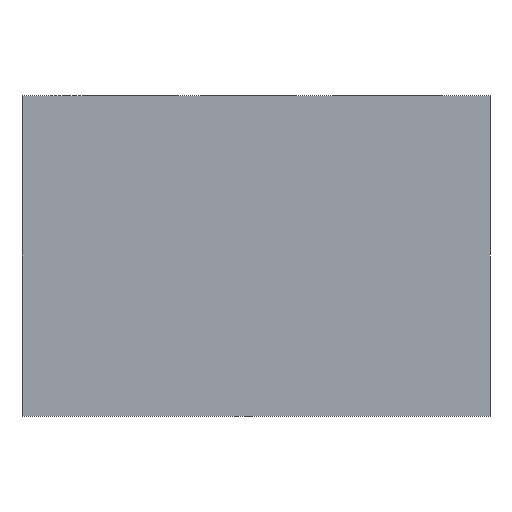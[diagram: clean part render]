
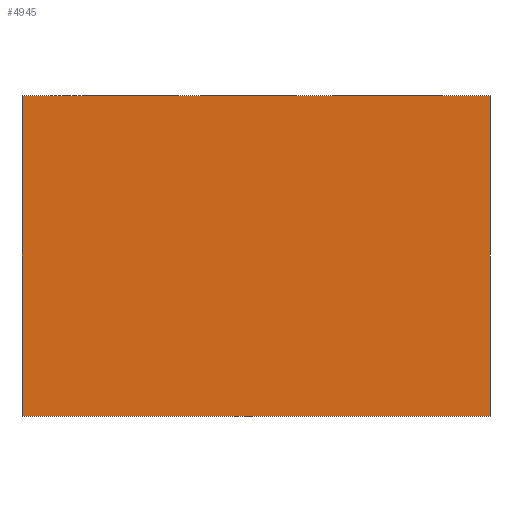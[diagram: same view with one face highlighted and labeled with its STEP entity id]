
A CAD part, front view. The second image highlights one B-rep face of the part: STEP entity #4945.
In plain terms, the highlighted planar face has unit normal (0, -1, 0).
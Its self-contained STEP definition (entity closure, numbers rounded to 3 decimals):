
#1165=ORIENTED_EDGE('',*,*,#1672,.T.);
#1166=ORIENTED_EDGE('',*,*,#1671,.F.);
#1167=ORIENTED_EDGE('',*,*,#1664,.F.);
#1168=ORIENTED_EDGE('',*,*,#1673,.T.);
#1664=EDGE_CURVE('',#2004,#2005,#2390,.T.);
#1671=EDGE_CURVE('',#2005,#2009,#2397,.T.);
#1672=EDGE_CURVE('',#2010,#2009,#2398,.T.);
#1673=EDGE_CURVE('',#2004,#2010,#2399,.T.);
#2004=VERTEX_POINT('',#7812);
#2005=VERTEX_POINT('',#7814);
#2009=VERTEX_POINT('',#7826);
#2010=VERTEX_POINT('',#7830);
#2390=LINE('',#7813,#2780);
#2397=LINE('',#7827,#2787);
#2398=LINE('',#7829,#2788);
#2399=LINE('',#7831,#2789);
#2780=VECTOR('',#5786,1000.);
#2787=VECTOR('',#5797,1000.);
#2788=VECTOR('',#5800,1000.);
#2789=VECTOR('',#5801,1000.);
#3014=EDGE_LOOP('',(#1165,#1166,#1167,#1168));
#3240=FACE_BOUND('',#3014,.T.);
#3382=PLANE('',#5104);
#4945=ADVANCED_FACE('',(#3240),#3382,.F.);
#5104=AXIS2_PLACEMENT_3D('',#7828,#5798,#5799);
#5786=DIRECTION('',(1.,0.,0.));
#5797=DIRECTION('',(0.,0.,-1.));
#5798=DIRECTION('',(0.,1.,0.));
#5799=DIRECTION('',(0.,0.,1.));
#5800=DIRECTION('',(1.,0.,0.));
#5801=DIRECTION('',(0.,0.,-1.));
#7812=CARTESIAN_POINT('',(-1.25,-2.5,1.71));
#7813=CARTESIAN_POINT('',(-1.25,-2.5,1.71));
#7814=CARTESIAN_POINT('',(1.25,-2.5,1.71));
#7826=CARTESIAN_POINT('',(1.25,-2.5,0.));
#7827=CARTESIAN_POINT('',(1.25,-2.5,0.21));
#7828=CARTESIAN_POINT('',(-1.25,-2.5,0.21));
#7829=CARTESIAN_POINT('',(-1.25,-2.5,0.));
#7830=CARTESIAN_POINT('',(-1.25,-2.5,0.));
#7831=CARTESIAN_POINT('',(-1.25,-2.5,0.21));
